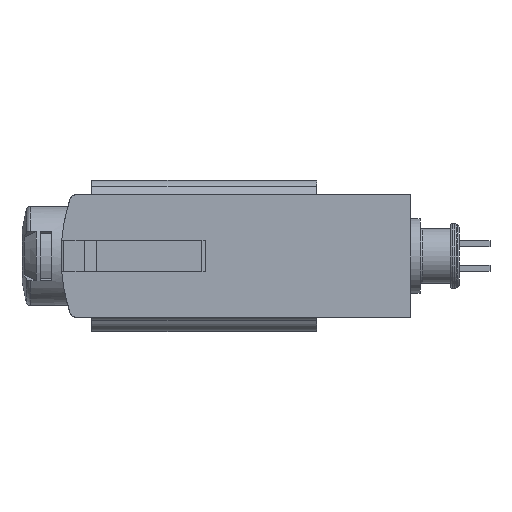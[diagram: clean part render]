
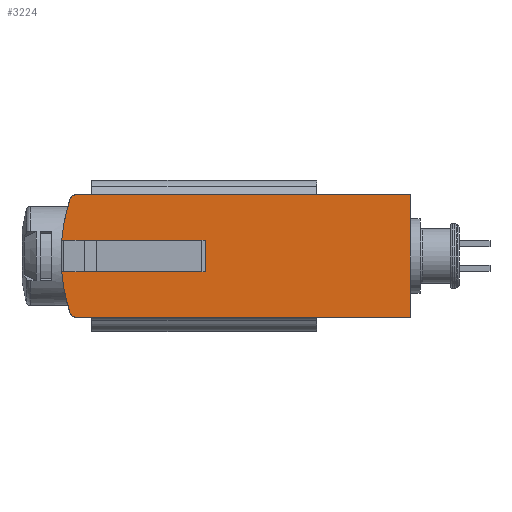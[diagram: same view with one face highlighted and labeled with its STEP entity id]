
A CAD part, left-side view. The second image highlights one B-rep face of the part: STEP entity #3224.
In plain terms, the highlighted planar face has unit normal (-1, 0, 0).
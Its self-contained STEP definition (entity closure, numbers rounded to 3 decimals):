
#40=PLANE('',#3526);
#212=CIRCLE('',#3404,15.);
#215=CIRCLE('',#3407,15.);
#259=CIRCLE('',#3482,0.5);
#276=CIRCLE('',#3527,0.5);
#392=LINE('',#5114,#675);
#413=LINE('',#5170,#696);
#429=LINE('',#5245,#712);
#430=LINE('',#5247,#713);
#431=LINE('',#5250,#714);
#432=LINE('',#5252,#715);
#675=VECTOR('',#3978,1000.);
#696=VECTOR('',#4027,1000.);
#712=VECTOR('',#4107,1000.);
#713=VECTOR('',#4110,1000.);
#714=VECTOR('',#4111,1000.);
#715=VECTOR('',#4114,1000.);
#1142=ORIENTED_EDGE('',*,*,#2034,.T.);
#1143=ORIENTED_EDGE('',*,*,#2035,.T.);
#1144=ORIENTED_EDGE('',*,*,#1840,.F.);
#1145=ORIENTED_EDGE('',*,*,#1971,.F.);
#1146=ORIENTED_EDGE('',*,*,#1968,.T.);
#1147=ORIENTED_EDGE('',*,*,#2033,.T.);
#1148=ORIENTED_EDGE('',*,*,#1996,.F.);
#1149=ORIENTED_EDGE('',*,*,#2036,.F.);
#1150=ORIENTED_EDGE('',*,*,#1843,.F.);
#1151=ORIENTED_EDGE('',*,*,#2037,.F.);
#1840=EDGE_CURVE('',#2306,#2307,#212,.T.);
#1843=EDGE_CURVE('',#2309,#2310,#215,.T.);
#1968=EDGE_CURVE('',#2430,#2429,#392,.T.);
#1971=EDGE_CURVE('',#2430,#2306,#259,.T.);
#1996=EDGE_CURVE('',#2450,#2451,#413,.T.);
#2033=EDGE_CURVE('',#2429,#2451,#429,.T.);
#2034=EDGE_CURVE('',#2470,#2471,#430,.T.);
#2035=EDGE_CURVE('',#2471,#2307,#431,.T.);
#2036=EDGE_CURVE('',#2310,#2450,#276,.T.);
#2037=EDGE_CURVE('',#2470,#2309,#432,.T.);
#2306=VERTEX_POINT('',#4803);
#2307=VERTEX_POINT('',#4805);
#2309=VERTEX_POINT('',#4809);
#2310=VERTEX_POINT('',#4811);
#2429=VERTEX_POINT('',#5113);
#2430=VERTEX_POINT('',#5115);
#2450=VERTEX_POINT('',#5169);
#2451=VERTEX_POINT('',#5171);
#2470=VERTEX_POINT('',#5248);
#2471=VERTEX_POINT('',#5249);
#2688=EDGE_LOOP('',(#1142,#1143,#1144,#1145,#1146,#1147,#1148,#1149,#1150,
#1151));
#2941=FACE_BOUND('',#2688,.T.);
#3224=ADVANCED_FACE('',(#2941),#40,.F.);
#3404=AXIS2_PLACEMENT_3D('',#4804,#3774,#3775);
#3407=AXIS2_PLACEMENT_3D('',#4810,#3780,#3781);
#3482=AXIS2_PLACEMENT_3D('',#5119,#3984,#3985);
#3526=AXIS2_PLACEMENT_3D('',#5246,#4108,#4109);
#3527=AXIS2_PLACEMENT_3D('',#5251,#4112,#4113);
#3774=DIRECTION('',(1.,0.,0.));
#3775=DIRECTION('',(0.,0.,-1.));
#3780=DIRECTION('',(1.,0.,0.));
#3781=DIRECTION('',(0.,0.,-1.));
#3978=DIRECTION('',(0.,-1.,0.));
#3984=DIRECTION('',(1.,0.,0.));
#3985=DIRECTION('',(0.,0.,-1.));
#4027=DIRECTION('',(0.,-1.,0.));
#4107=DIRECTION('',(0.,0.,1.));
#4108=DIRECTION('',(1.,0.,0.));
#4109=DIRECTION('',(0.,0.,-1.));
#4110=DIRECTION('',(0.,0.,-1.));
#4111=DIRECTION('',(0.,1.,0.));
#4112=DIRECTION('',(1.,0.,0.));
#4113=DIRECTION('',(0.,0.,-1.));
#4114=DIRECTION('',(0.,1.,0.));
#4803=CARTESIAN_POINT('',(-102.4,20.109,-4.655));
#4804=CARTESIAN_POINT('',(-102.4,5.85,0.));
#4805=CARTESIAN_POINT('',(-102.4,20.794,-1.3));
#4809=CARTESIAN_POINT('',(-102.4,20.794,1.3));
#4810=CARTESIAN_POINT('',(-102.4,5.85,0.));
#4811=CARTESIAN_POINT('',(-102.4,20.109,4.655));
#5113=CARTESIAN_POINT('',(-102.4,-7.65,-5.));
#5114=CARTESIAN_POINT('',(-102.4,23.,-5.));
#5115=CARTESIAN_POINT('',(-102.4,19.634,-5.));
#5119=CARTESIAN_POINT('',(-102.4,19.634,-4.5));
#5169=CARTESIAN_POINT('',(-102.4,19.634,5.));
#5170=CARTESIAN_POINT('',(-102.4,23.,5.));
#5171=CARTESIAN_POINT('',(-102.4,-7.65,5.));
#5245=CARTESIAN_POINT('',(-102.4,-7.65,-5.));
#5246=CARTESIAN_POINT('',(-102.4,23.,-5.));
#5247=CARTESIAN_POINT('',(-102.4,9.05,1.3));
#5248=CARTESIAN_POINT('',(-102.4,9.05,1.3));
#5249=CARTESIAN_POINT('',(-102.4,9.05,-1.3));
#5250=CARTESIAN_POINT('',(-102.4,9.05,-1.3));
#5251=CARTESIAN_POINT('',(-102.4,19.634,4.5));
#5252=CARTESIAN_POINT('',(-102.4,9.05,1.3));
